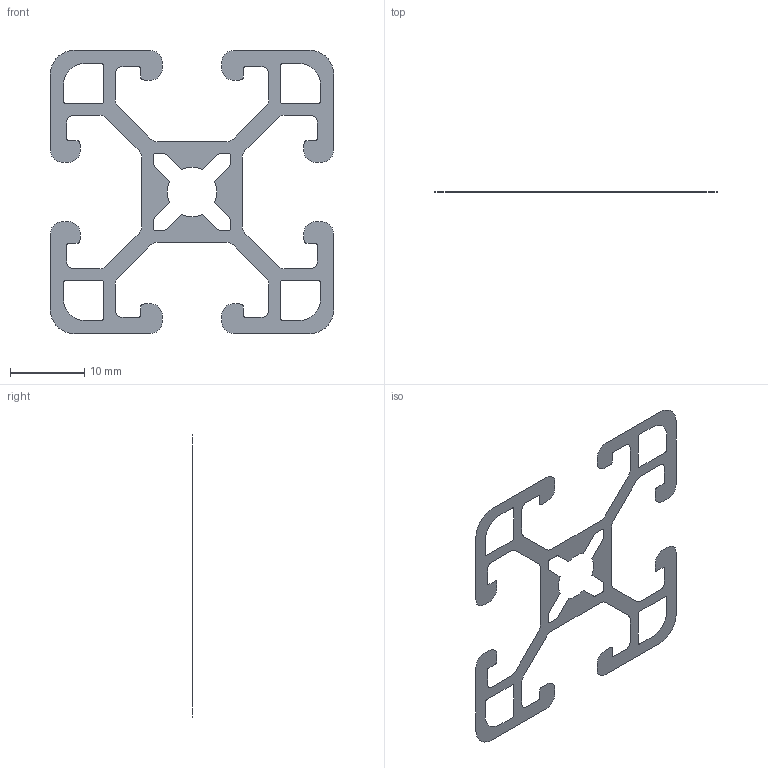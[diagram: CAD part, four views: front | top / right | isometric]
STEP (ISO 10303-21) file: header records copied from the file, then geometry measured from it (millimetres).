
FILE_DESCRIPTION(/* description */ (''),/* implementation_level */ '2;1');
FILE_NAME(/* name */ '15QE1515UL.stp',/* time_stamp */ '2023-12-12T10:41:53-05:00',/* author */ ('ChristinH'),/* organization */ (''),/* preprocessor_version */ 'ST-DEVELOPER v18.1',/* originating_system */ 'AutoCAD Mechanical',/* authorisation */ '');
FILE_SCHEMA (('AUTOMOTIVE_DESIGN { 1 0 10303 214 3 1 1 }'));
Length unit declared in the file: inch
Products named in the file (1): Product
Bounding box: 38.1 x 0 x 38.1 mm (x, y, z)
Surface area: 503.8 mm2 (no closed solid volume)
Topology: 0 solids, 1 shells, 1 faces, 184 edges, 184 vertices
Faces by surface type: plane 1
Entity records: 1613 total; most frequent: CARTESIAN_POINT 370, DIRECTION 280, VERTEX_POINT 184, EDGE_CURVE 184, ORIENTED_EDGE 184, AXIS2_PLACEMENT_3D 94, LINE 92, VECTOR 92
